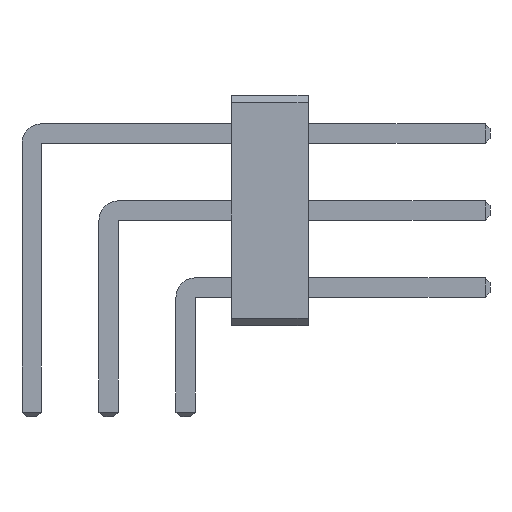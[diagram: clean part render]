
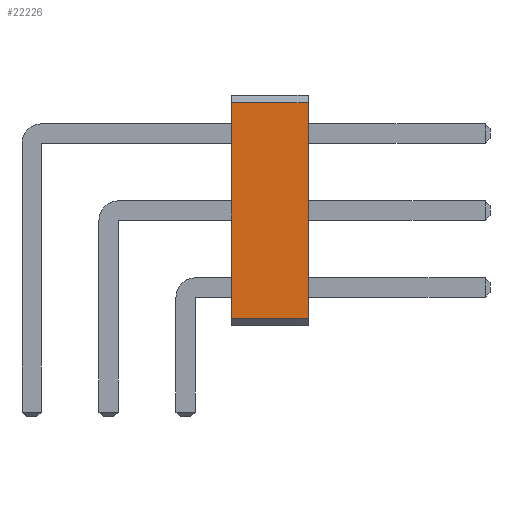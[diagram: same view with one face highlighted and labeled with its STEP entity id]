
A CAD part, front view. The second image highlights one B-rep face of the part: STEP entity #22226.
In plain terms, the highlighted planar face has unit normal (0, -1, 0).
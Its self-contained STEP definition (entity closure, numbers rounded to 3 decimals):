
#22226 = ADVANCED_FACE('',(#22227),#22261,.T.);
#22227 = FACE_BOUND('',#22228,.T.);
#22228 = EDGE_LOOP('',(#22229,#22239,#22247,#22255));
#22229 = ORIENTED_EDGE('',*,*,#22230,.T.);
#22230 = EDGE_CURVE('',#22231,#22233,#22235,.T.);
#22231 = VERTEX_POINT('',#22232);
#22232 = CARTESIAN_POINT('',(6.58,-29.21,0.254));
#22233 = VERTEX_POINT('',#22234);
#22234 = CARTESIAN_POINT('',(9.12,-29.21,0.254));
#22235 = LINE('',#22236,#22237);
#22236 = CARTESIAN_POINT('',(6.58,-29.21,0.254));
#22237 = VECTOR('',#22238,1.);
#22238 = DIRECTION('',(1.,0.,0.));
#22239 = ORIENTED_EDGE('',*,*,#22240,.T.);
#22240 = EDGE_CURVE('',#22233,#22241,#22243,.T.);
#22241 = VERTEX_POINT('',#22242);
#22242 = CARTESIAN_POINT('',(9.12,-29.21,7.366));
#22243 = LINE('',#22244,#22245);
#22244 = CARTESIAN_POINT('',(9.12,-29.21,0.254));
#22245 = VECTOR('',#22246,1.);
#22246 = DIRECTION('',(0.,0.,1.));
#22247 = ORIENTED_EDGE('',*,*,#22248,.F.);
#22248 = EDGE_CURVE('',#22249,#22241,#22251,.T.);
#22249 = VERTEX_POINT('',#22250);
#22250 = CARTESIAN_POINT('',(6.58,-29.21,7.366));
#22251 = LINE('',#22252,#22253);
#22252 = CARTESIAN_POINT('',(6.58,-29.21,7.366));
#22253 = VECTOR('',#22254,1.);
#22254 = DIRECTION('',(1.,0.,0.));
#22255 = ORIENTED_EDGE('',*,*,#22256,.F.);
#22256 = EDGE_CURVE('',#22231,#22249,#22257,.T.);
#22257 = LINE('',#22258,#22259);
#22258 = CARTESIAN_POINT('',(6.58,-29.21,0.254));
#22259 = VECTOR('',#22260,1.);
#22260 = DIRECTION('',(0.,0.,1.));
#22261 = PLANE('',#22262);
#22262 = AXIS2_PLACEMENT_3D('',#22263,#22264,#22265);
#22263 = CARTESIAN_POINT('',(6.58,-29.21,0.254));
#22264 = DIRECTION('',(0.,-1.,0.));
#22265 = DIRECTION('',(0.,0.,1.));
